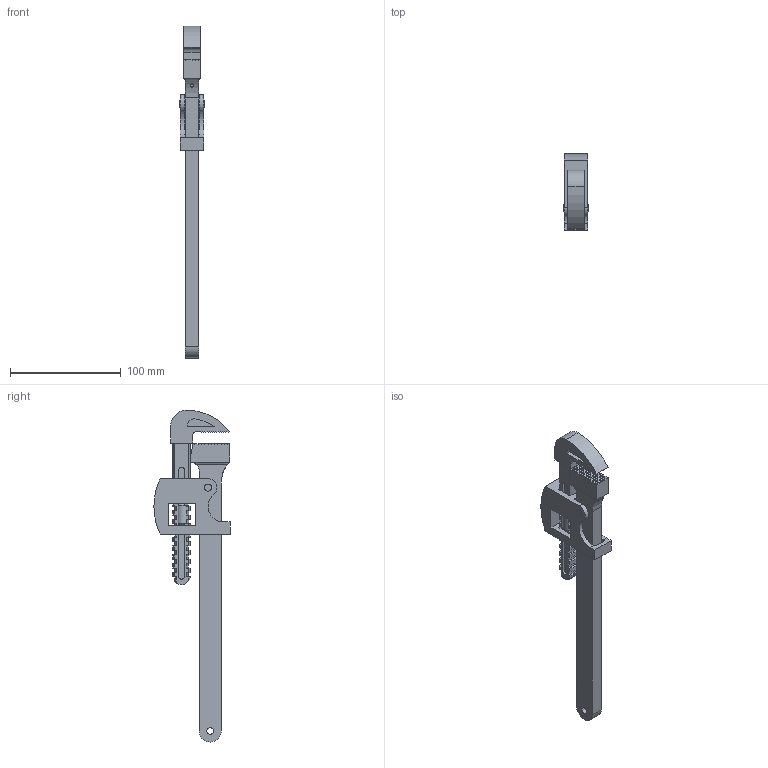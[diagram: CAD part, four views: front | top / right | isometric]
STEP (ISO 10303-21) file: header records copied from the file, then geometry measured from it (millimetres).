
FILE_DESCRIPTION(/* description */ ('Unknown'),/* implementation_level */ '2;1');
FILE_NAME(/* name */ 'Grifo-Assembly',/* time_stamp */ '2024-12-01T18:34:59-03:00',/* author */ ('Unknown'),/* organization */ ('Unknown'),/* preprocessor_version */ 'ST-DEVELOPER v18.1',/* originating_system */ 'Solid Edge',/* authorisation */ 'Unknown');
FILE_SCHEMA (('AUTOMOTIVE_DESIGN {1 0 10303 214 3 1 1}'));
Length unit declared in the file: millimetre
Products named in the file (6): Grifo-Assembly; Part2-EMILE; Pe蓷_6_CAPA_MELLYNA_PINA_1EMD; Mandibula-movel; Peça_7_PORCA_REGULADORA_MELLYNA_PINA_1EMD; PeçaPinoConico
Assembly tree (5 placements, depth 2):
  Grifo-Assembly
    Part2-EMILE
    Pe蓷_6_CAPA_MELLYNA_PINA_1EMD
    Mandibula-movel
    Peça_7_PORCA_REGULADORA_MELLYNA_PINA_1EMD
    PeçaPinoConico
Bounding box: 23 x 69 x 300.26 mm (x, y, z)
Volume: 121369.8 mm3; surface area: 47396.4 mm2
Topology: 5 solids, 5 shells, 453 faces, 1038 edges, 603 vertices
Faces by surface type: plane 357, cylinder 93, cone 2, bspline 1
Full cylindrical faces by diameter (mm): 2.487 x1, 4 x1, 6 x1, 6.35 x5, 12.2 x1
Entity records: 14247 total; most frequent: CARTESIAN_POINT 2170, DIRECTION 2108, ORIENTED_EDGE 2042, EDGE_CURVE 1021, LINE 832, VECTOR 832, AXIS2_PLACEMENT_3D 638, VERTEX_POINT 598
